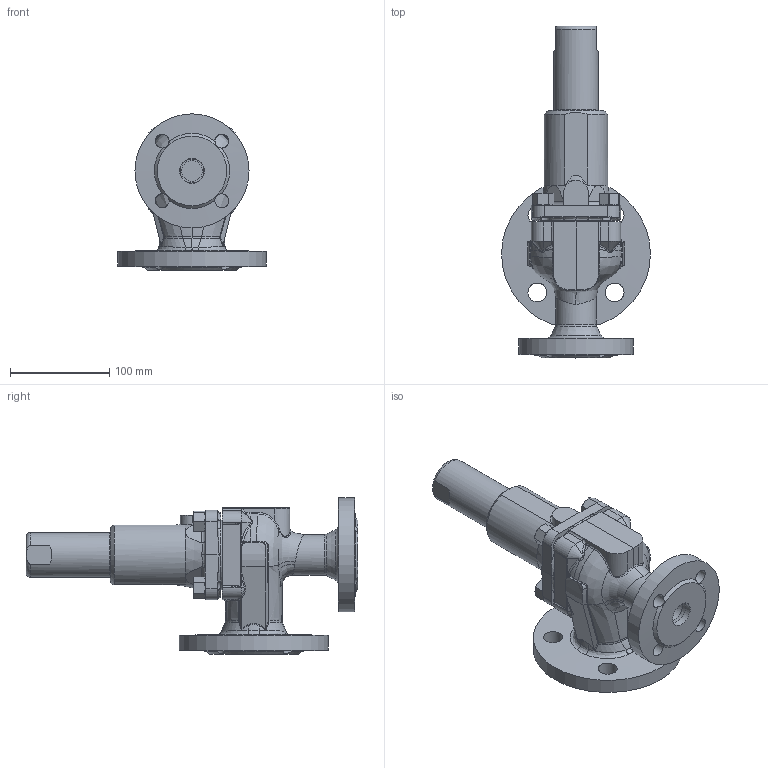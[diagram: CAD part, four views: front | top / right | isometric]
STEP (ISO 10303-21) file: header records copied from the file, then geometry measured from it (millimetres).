
FILE_DESCRIPTION(/* description */ (''),/* implementation_level */ '2;1');
FILE_NAME(/* name */ 'AT4580_106793.step',/* time_stamp */ '2025-08-07T15:00:06+02:00',/* author */ (''),/* organization */ (''),/* preprocessor_version */ 'ST-DEVELOPER v20.1',/* originating_system */ 'Autodesk Translation Framework v14.10.0.0',/* authorisation */ '');
FILE_SCHEMA (('AUTOMOTIVE_DESIGN { 1 0 10303 214 3 1 1 }'));
Products named in the file (5): 441-DN25-H2-PN40PN16_ASM; 109-0109-10-B01; 141-0709-06-B01; 151-2709-14-B01; M12_DIN934
Assembly tree (7 placements, depth 2):
  441-DN25-H2-PN40PN16_ASM
    109-0109-10-B01
    141-0709-06-B01
    M12_DIN934  x4
    151-2709-14-B01
Bounding box: 150 x 334.5 x 157.5 mm (x, y, z)
Volume: 1047320.3 mm3; surface area: 227604.1 mm2
Topology: 7 solids, 7 shells, 592 faces, 1479 edges, 909 vertices
Faces by surface type: bspline 208, plane 169, cylinder 116, cone 80, sphere 12, torus 7
Full cylindrical faces by diameter (mm): 10.2 x4, 12 x4, 14 x8, 19 x4, 20.956 x1, 24 x1, 25 x2, 27 x1, 29 x1, 32.5 x1, 33 x2, 33.5 x1, 40 x1, 41 x1, 42 x1, 45 x1, 50 x1, 51.5 x1, 54 x1, 70 x2, 115 x1, 150 x1
Entity records: 43071 total; most frequent: CARTESIAN_POINT 32174, ORIENTED_EDGE 2570, DIRECTION 1797, EDGE_CURVE 1285, VERTEX_POINT 795, AXIS2_PLACEMENT_3D 697, EDGE_LOOP 556, FACE_OUTER_BOUND 511
